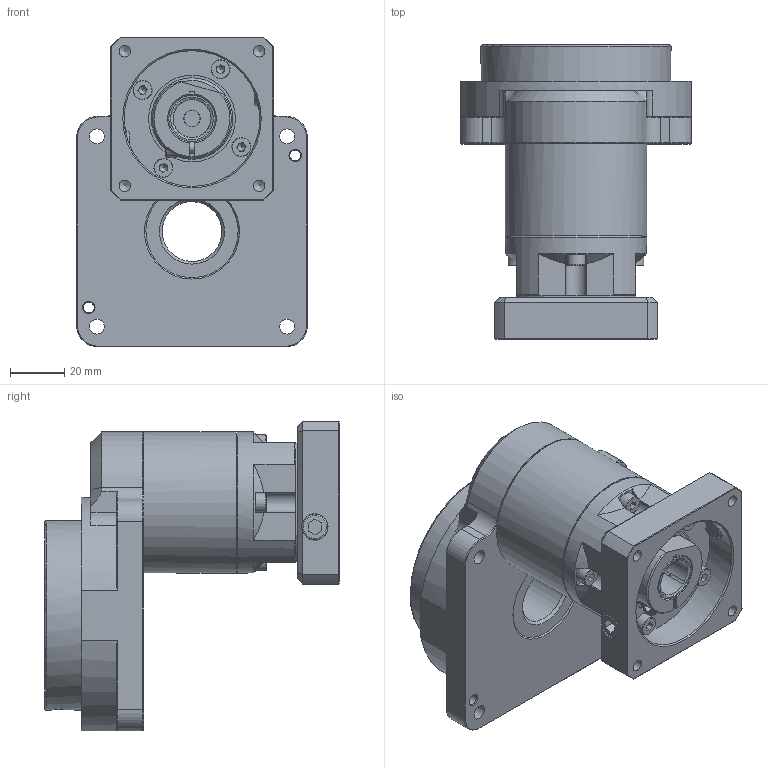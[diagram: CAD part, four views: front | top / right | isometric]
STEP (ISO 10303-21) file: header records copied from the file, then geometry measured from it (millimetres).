
FILE_DESCRIPTION((''),'2;1');
FILE_NAME('KGT-85C-2 (S14).stp','2017-03-08T14:08:48',('Young'),(''),'Autodesk Inventor 2012','Autodesk Inventor 2012','');
FILE_SCHEMA(('AUTOMOTIVE_DESIGN { 1 0 10303 214 1 1 1 1 }'));
Length unit declared in the file: millimetre
Products named in the file (3): 조립품8; KGT-85C-2 (S14); 44-BK(50-70-M5)A
Assembly tree (2 placements, depth 2):
  조립품8
    KGT-85C-2 (S14)
    44-BK(50-70-M5)A
Bounding box: 85 x 108.5 x 114.1 mm (x, y, z)
Volume: 340596.1 mm3; surface area: 62104.4 mm2
Topology: 6 solids, 21 shells, 541 faces, 1285 edges, 804 vertices
Faces by surface type: plane 269, cylinder 134, cone 123, torus 15
Full cylindrical faces by diameter (mm): 2.5 x4, 3.3 x11, 4 x11, 4.2 x5, 4.3 x4, 4.5 x4, 5 x2, 5.5 x4, 7 x9, 9.5 x2, 14 x1, 18 x1, 19.8 x1, 20 x1, 22 x1, 29.8 x1, 30 x4, 32 x3, 45 x1, 50 x1, 52 x3, 70 x1, 80 x1
Entity records: 14928 total; most frequent: CARTESIAN_POINT 2912, DIRECTION 2462, ORIENTED_EDGE 2098, EDGE_CURVE 1049, AXIS2_PLACEMENT_3D 982, EDGE_LOOP 770, VERTEX_POINT 737, FACE_OUTER_BOUND 541
